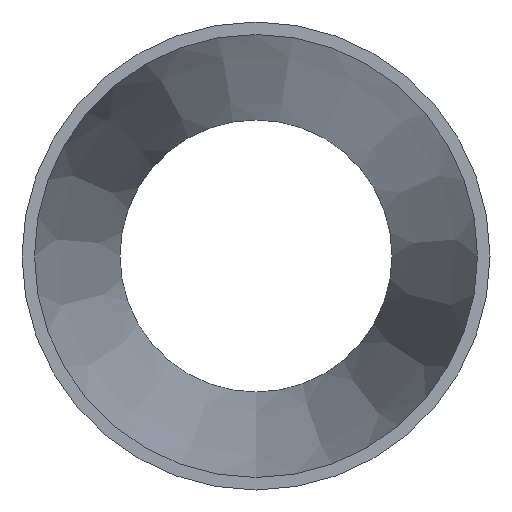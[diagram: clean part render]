
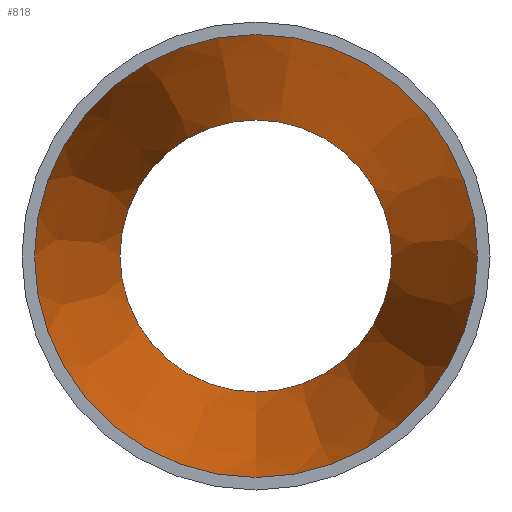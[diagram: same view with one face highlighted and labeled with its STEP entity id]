
A CAD part, front view. The second image highlights one B-rep face of the part: STEP entity #818.
In plain terms, the highlighted conical face has half-angle 9.507 degrees and reference radius 36.022 mm.
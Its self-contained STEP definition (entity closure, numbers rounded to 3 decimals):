
#312 = EDGE_CURVE ( 'NONE', #7634, #7634, #8617, .T. ) ;
#488 = DIRECTION ( 'NONE',  ( 0., 0., -1. ) ) ;
#818 = ADVANCED_FACE ( 'NONE', ( #7928, #17516 ), #17811, .F. ) ;
#2568 = EDGE_LOOP ( 'NONE', ( #20172 ) ) ;
#2816 = EDGE_LOOP ( 'NONE', ( #18198 ) ) ;
#3786 = DIRECTION ( 'NONE',  ( 0., 0., -1. ) ) ;
#5248 = CARTESIAN_POINT ( 'NONE',  ( 0., 83., 0. ) ) ;
#5367 = CARTESIAN_POINT ( 'NONE',  ( 0., 0., 0. ) ) ;
#5462 = DIRECTION ( 'NONE',  ( 0., -1., 0. ) ) ;
#7266 = AXIS2_PLACEMENT_3D ( 'NONE', #9487, #16058, #16163 ) ;
#7634 = VERTEX_POINT ( 'NONE', #20332 ) ;
#7928 = FACE_BOUND ( 'NONE', #2568, .T. ) ;
#8617 = CIRCLE ( 'NONE', #20468, 36.022 ) ;
#9058 = AXIS2_PLACEMENT_3D ( 'NONE', #5248, #5462, #3786 ) ;
#9487 = CARTESIAN_POINT ( 'NONE',  ( 0., 0., 0. ) ) ;
#12311 = EDGE_CURVE ( 'NONE', #13935, #13935, #19586, .T. ) ;
#13935 = VERTEX_POINT ( 'NONE', #18469 ) ;
#16058 = DIRECTION ( 'NONE',  ( 0., -1., 0. ) ) ;
#16163 = DIRECTION ( 'NONE',  ( 0., 0., -1. ) ) ;
#17516 = FACE_OUTER_BOUND ( 'NONE', #2816, .T. ) ;
#17749 = DIRECTION ( 'NONE',  ( 0., -1., 0. ) ) ;
#17811 = CONICAL_SURFACE ( 'NONE', #7266, 36.022, 0.166 ) ;
#18198 = ORIENTED_EDGE ( 'NONE', *, *, #312, .T. ) ;
#18469 = CARTESIAN_POINT ( 'NONE',  ( 0., 83., -22.122 ) ) ;
#19586 = CIRCLE ( 'NONE', #9058, 22.122 ) ;
#20172 = ORIENTED_EDGE ( 'NONE', *, *, #12311, .F. ) ;
#20332 = CARTESIAN_POINT ( 'NONE',  ( 0., 0., -36.022 ) ) ;
#20468 = AXIS2_PLACEMENT_3D ( 'NONE', #5367, #17749, #488 ) ;
